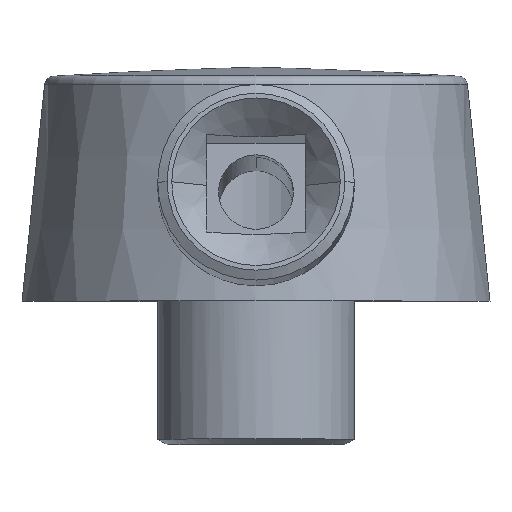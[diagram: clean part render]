
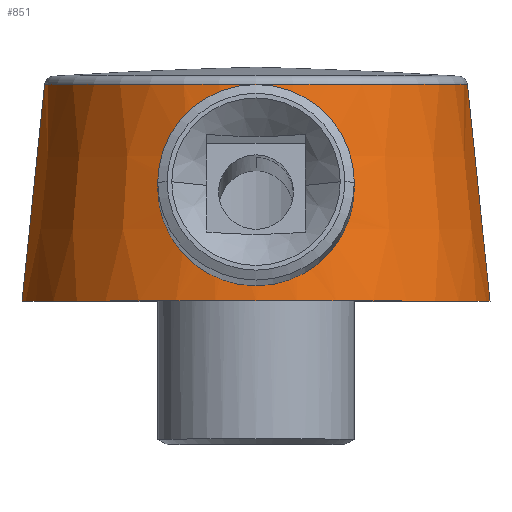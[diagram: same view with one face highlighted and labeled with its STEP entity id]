
A CAD part, top view. The second image highlights one B-rep face of the part: STEP entity #851.
In plain terms, the highlighted conical face has half-angle 5.947 degrees and reference radius 23.794 mm.
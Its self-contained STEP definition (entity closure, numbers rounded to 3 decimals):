
#32=CARTESIAN_POINT('',(0.,23.159,0.));
#33=DIRECTION('',(0.,-1.,0.));
#34=DIRECTION('',(1.,0.,0.));
#35=AXIS2_PLACEMENT_3D('',#32,#33,#34);
#37=CARTESIAN_POINT('',(0.,0.,0.));
#38=DIRECTION('',(0.,-1.,0.));
#39=DIRECTION('',(1.,0.,0.));
#40=AXIS2_PLACEMENT_3D('',#37,#38,#39);
#42=CARTESIAN_POINT('',(0.,3.623,24.623));
#43=CARTESIAN_POINT('',(0.49,3.623,24.623));
#44=CARTESIAN_POINT('',(1.457,3.707,24.585));
#45=CARTESIAN_POINT('',(2.892,4.096,24.416));
#46=CARTESIAN_POINT('',(4.205,4.723,24.156));
#47=CARTESIAN_POINT('',(5.337,5.543,23.84));
#48=CARTESIAN_POINT('',(6.187,6.41,23.537));
#49=CARTESIAN_POINT('',(6.857,7.323,23.25));
#50=CARTESIAN_POINT('',(7.418,8.394,22.959));
#51=CARTESIAN_POINT('',(7.804,9.554,22.702));
#52=CARTESIAN_POINT('',(8.003,10.762,22.498));
#53=CARTESIAN_POINT('',(8.013,11.981,22.36));
#54=CARTESIAN_POINT('',(7.833,13.208,22.288));
#55=CARTESIAN_POINT('',(7.462,14.417,22.284));
#56=CARTESIAN_POINT('',(6.891,15.577,22.342));
#57=CARTESIAN_POINT('',(6.199,16.569,22.437));
#58=CARTESIAN_POINT('',(5.339,17.491,22.562));
#59=CARTESIAN_POINT('',(4.198,18.366,22.713));
#60=CARTESIAN_POINT('',(2.881,19.034,22.85));
#61=CARTESIAN_POINT('',(1.448,19.447,22.944));
#62=CARTESIAN_POINT('',(0.488,19.537,22.965));
#63=CARTESIAN_POINT('',(0.,19.537,22.965));
#65=CARTESIAN_POINT('',(0.,19.537,22.965));
#66=CARTESIAN_POINT('',(-0.465,19.537,22.965));
#67=CARTESIAN_POINT('',(-1.383,19.455,22.946));
#68=CARTESIAN_POINT('',(-2.755,19.078,22.86));
#69=CARTESIAN_POINT('',(-4.027,18.467,22.733));
#70=CARTESIAN_POINT('',(-5.157,17.651,22.588));
#71=CARTESIAN_POINT('',(-6.036,16.763,22.461));
#72=CARTESIAN_POINT('',(-6.728,15.835,22.363));
#73=CARTESIAN_POINT('',(-7.318,14.751,22.295));
#74=CARTESIAN_POINT('',(-7.741,13.577,22.28));
#75=CARTESIAN_POINT('',(-7.978,12.354,22.331));
#76=CARTESIAN_POINT('',(-8.025,11.146,22.448));
#77=CARTESIAN_POINT('',(-7.892,9.96,22.626));
#78=CARTESIAN_POINT('',(-7.568,8.774,22.868));
#79=CARTESIAN_POINT('',(-7.035,7.604,23.167));
#80=CARTESIAN_POINT('',(-6.242,6.45,23.52));
#81=CARTESIAN_POINT('',(-5.218,5.433,23.88));
#82=CARTESIAN_POINT('',(-4.039,4.63,24.194));
#83=CARTESIAN_POINT('',(-2.761,4.053,24.435));
#84=CARTESIAN_POINT('',(-1.388,3.699,24.589));
#85=CARTESIAN_POINT('',(-0.466,3.623,24.623));
#86=CARTESIAN_POINT('',(0.,3.623,24.623));
#103=DIRECTION('',(0.104,0.995,0.));
#104=VECTOR('',#103,23.285);
#105=CARTESIAN_POINT('',(-25.,0.,0.));
#106=LINE('',#105,#104);
#112=DIRECTION('',(-0.104,0.995,0.));
#113=VECTOR('',#112,23.285);
#114=CARTESIAN_POINT('',(25.,0.,0.));
#115=LINE('',#114,#113);
#685=CARTESIAN_POINT('',(25.,0.,0.));
#686=CARTESIAN_POINT('',(-25.,0.,0.));
#687=VERTEX_POINT('',#685);
#688=VERTEX_POINT('',#686);
#737=CARTESIAN_POINT('',(-22.588,23.159,0.));
#738=CARTESIAN_POINT('',(22.588,23.159,0.));
#739=VERTEX_POINT('',#737);
#740=VERTEX_POINT('',#738);
#755=VERTEX_POINT('',#63);
#756=VERTEX_POINT('',#42);
#831=CARTESIAN_POINT('',(0.,11.58,0.));
#832=DIRECTION('',(0.,-1.,0.));
#833=DIRECTION('',(-1.,0.,0.));
#834=AXIS2_PLACEMENT_3D('',#831,#832,#833);
#835=CONICAL_SURFACE('',#834,23.794,5.947);
#837=ORIENTED_EDGE('',*,*,#836,.F.);
#839=ORIENTED_EDGE('',*,*,#838,.F.);
#840=ORIENTED_EDGE('',*,*,#818,.T.);
#842=ORIENTED_EDGE('',*,*,#841,.T.);
#843=EDGE_LOOP('',(#837,#839,#840,#842));
#844=FACE_OUTER_BOUND('',#843,.F.);
#846=ORIENTED_EDGE('',*,*,#845,.T.);
#848=ORIENTED_EDGE('',*,*,#847,.T.);
#849=EDGE_LOOP('',(#846,#848));
#850=FACE_BOUND('',#849,.F.);
#851=ADVANCED_FACE('',(#844,#850),#835,.T.);
#36=CIRCLE('',#35,22.588);
#41=CIRCLE('',#40,25.);
#64=B_SPLINE_CURVE_WITH_KNOTS('',3,(#42,#43,#44,#45,#46,#47,#48,#49,#50,#51,#52,
#53,#54,#55,#56,#57,#58,#59,#60,#61,#62,#63),.UNSPECIFIED.,.F.,.F.,(4,1,1,1,1,1,
1,1,1,1,1,1,1,1,1,1,1,1,1,4),(0.,0.053,0.105,
0.158,0.211,0.263,0.316,
0.368,0.421,0.474,0.526,
0.579,0.632,0.684,0.737,
0.789,0.842,0.895,0.947,1.),
.UNSPECIFIED.);
#87=B_SPLINE_CURVE_WITH_KNOTS('',3,(#65,#66,#67,#68,#69,#70,#71,#72,#73,#74,#75,
#76,#77,#78,#79,#80,#81,#82,#83,#84,#85,#86),.UNSPECIFIED.,.F.,.F.,(4,1,1,1,1,1,
1,1,1,1,1,1,1,1,1,1,1,1,1,4),(0.,0.053,0.105,
0.158,0.211,0.263,0.316,
0.368,0.421,0.474,0.526,
0.579,0.632,0.684,0.737,
0.789,0.842,0.895,0.947,1.),
.UNSPECIFIED.);
#818=EDGE_CURVE('',#687,#688,#41,.T.);
#836=EDGE_CURVE('',#740,#739,#36,.T.);
#838=EDGE_CURVE('',#687,#740,#115,.T.);
#841=EDGE_CURVE('',#688,#739,#106,.T.);
#845=EDGE_CURVE('',#756,#755,#64,.T.);
#847=EDGE_CURVE('',#755,#756,#87,.T.);
